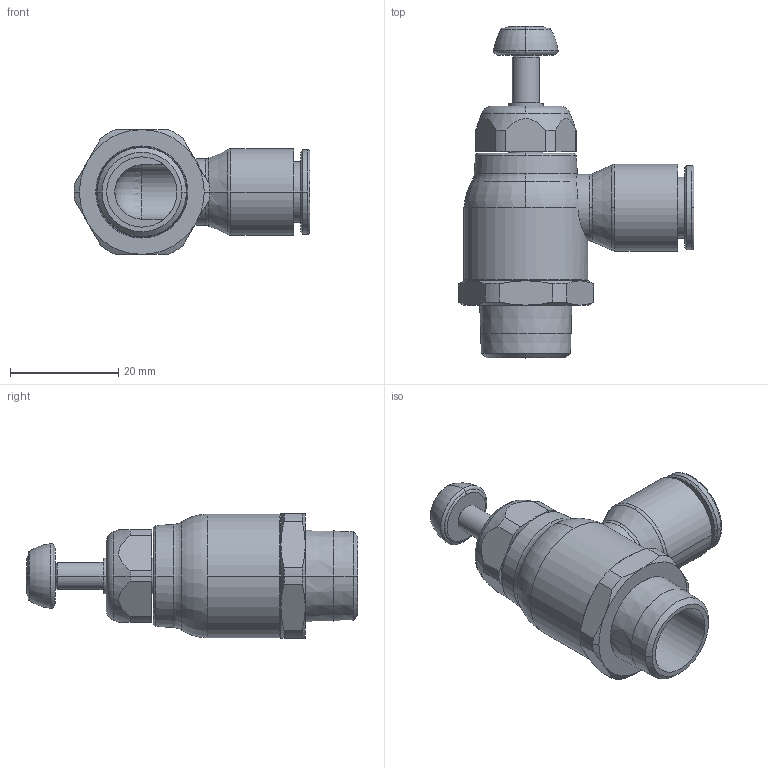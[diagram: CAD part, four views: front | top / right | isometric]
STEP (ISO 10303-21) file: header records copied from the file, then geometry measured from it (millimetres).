
FILE_DESCRIPTION(('STEP AP214'),'1');
FILE_NAME('7065_10_17.stp','2016-07-07T14:54:18',('TraceParts'),('TraceParts S.A.'),'Spatial InterOp 3D',' ',' ');
FILE_SCHEMA(('automotive_design'));
Length unit declared in the file: millimetre
Products named in the file (1): 1
Bounding box: 43.5 x 61.2 x 23 mm (x, y, z)
Volume: 13182.5 mm3; surface area: 7663.2 mm2
Topology: 1 solids, 1 shells, 127 faces, 315 edges, 199 vertices
Faces by surface type: cylinder 38, cone 34, torus 27, plane 27, sphere 1
Entity records: 4059 total; most frequent: CARTESIAN_POINT 956, DIRECTION 726, ORIENTED_EDGE 626, AXIS2_PLACEMENT_3D 323, EDGE_CURVE 313, VERTEX_POINT 199, CIRCLE 195, EDGE_LOOP 140
